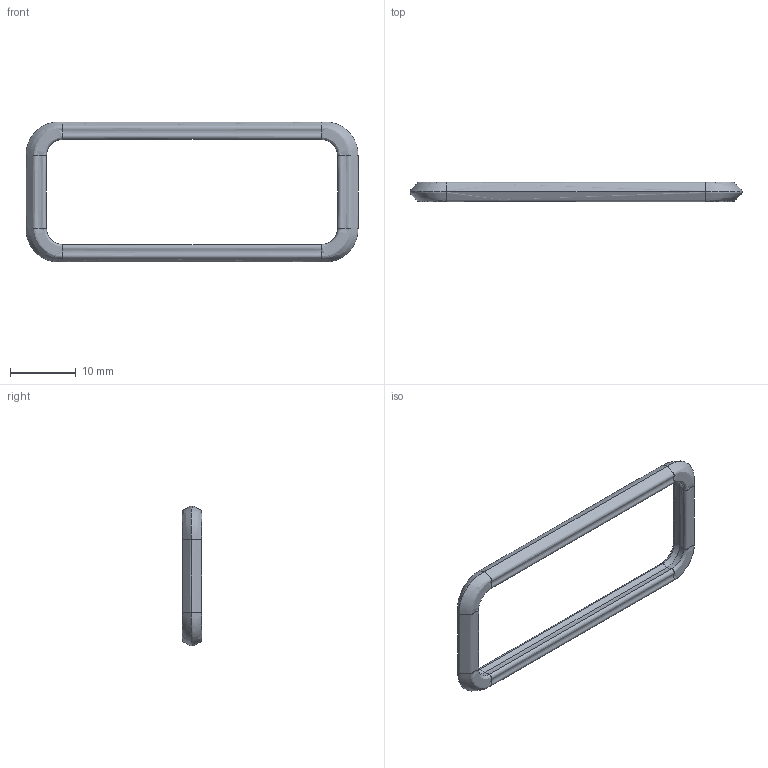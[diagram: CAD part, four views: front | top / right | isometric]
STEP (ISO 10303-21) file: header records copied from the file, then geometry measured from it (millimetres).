
FILE_DESCRIPTION(('Creo Elements/Direct Modeling STEP Export'),'2;1');
FILE_NAME('model.stp','2019-04-13T 1:25:16',(''),(''),'Creo Elements/Direct Modeling STEP processor for AP214 (Solid Model)','Creo Elements/Direct Modeling 20.1A 29-Sep-2018 (C) Parametric Technology GmbH','');
FILE_SCHEMA(('AUTOMOTIVE_DESIGN { 1 0 10303 214 1 1 1 1 }'));
Products named in the file (2): VS-15-PR-DI
Assembly tree (1 placements, depth 2):
  VS-15-PR-DI
    VS-15-PR-DI
Bounding box: 50.52 x 2.95 x 21.3 mm (x, y, z)
Volume: 818.2 mm3; surface area: 1230.8 mm2
Topology: 1 solids, 1 shells, 48 faces, 92 edges, 44 vertices
Faces by surface type: bspline 24, plane 16, extrusion 8
Entity records: 123490 total; most frequent: CARTESIAN_POINT 122375, ORIENTED_EDGE 184, EDGE_CURVE 92, B_SPLINE_CURVE_WITH_KNOTS 72, DIRECTION 50, COLOUR_RGB 49, FILL_AREA_STYLE_COLOUR 49, FILL_AREA_STYLE 49
